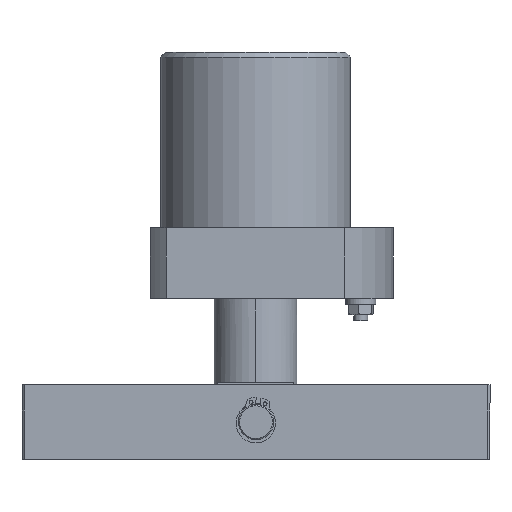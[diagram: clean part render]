
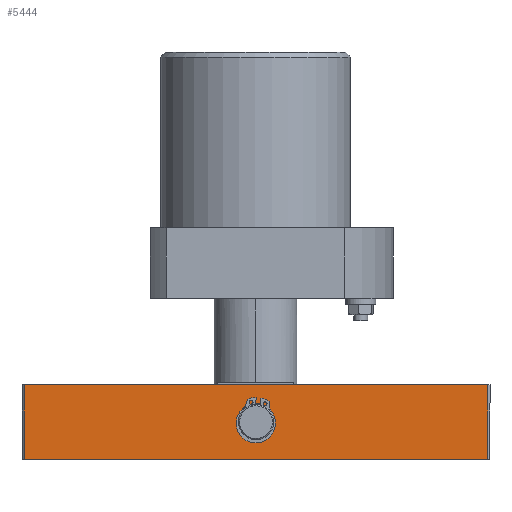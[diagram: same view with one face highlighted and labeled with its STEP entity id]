
A CAD part, front view. The second image highlights one B-rep face of the part: STEP entity #5444.
In plain terms, the highlighted face is planar.
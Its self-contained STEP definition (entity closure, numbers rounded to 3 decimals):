
#394 = CIRCLE ( 'NONE', #867, 8. ) ;
#415 = LINE ( 'NONE', #3489, #418 ) ;
#418 = VECTOR ( 'NONE', #3405, 1000. ) ;
#443 = CIRCLE ( 'NONE', #875, 8. ) ;
#469 = LINE ( 'NONE', #2234, #474 ) ;
#474 = VECTOR ( 'NONE', #2227, 1000. ) ;
#510 = LINE ( 'NONE', #2177, #512 ) ;
#512 = VECTOR ( 'NONE', #2182, 1000. ) ;
#520 = LINE ( 'NONE', #2163, #522 ) ;
#522 = VECTOR ( 'NONE', #2166, 1000. ) ;
#867 = AXIS2_PLACEMENT_3D ( 'NONE', #3397, #3393, #3394 ) ;
#875 = AXIS2_PLACEMENT_3D ( 'NONE', #2275, #2274, #2272 ) ;
#1096 = CARTESIAN_POINT ( 'NONE',  ( 99., 16., 16. ) ) ;
#1258 = AXIS2_PLACEMENT_3D ( 'NONE', #7770, #7778, #7991 ) ;
#2163 = CARTESIAN_POINT ( 'NONE',  ( -100., 16., 16. ) ) ;
#2166 = DIRECTION ( 'NONE',  ( 1., 0., 0. ) ) ;
#2177 = CARTESIAN_POINT ( 'NONE',  ( 99., 16., 16. ) ) ;
#2182 = DIRECTION ( 'NONE',  ( 0., 1., 0. ) ) ;
#2227 = DIRECTION ( 'NONE',  ( 0., -1., 0. ) ) ;
#2234 = CARTESIAN_POINT ( 'NONE',  ( -99., 16., 16. ) ) ;
#2272 = DIRECTION ( 'NONE',  ( -1., 0., 0. ) ) ;
#2274 = DIRECTION ( 'NONE',  ( 0., 0., -1. ) ) ;
#2275 = CARTESIAN_POINT ( 'NONE',  ( 0., 0., 16. ) ) ;
#2389 = CARTESIAN_POINT ( 'NONE',  ( 8., 0., 16. ) ) ;
#2445 = CARTESIAN_POINT ( 'NONE',  ( -99., -16., 16. ) ) ;
#2450 = CARTESIAN_POINT ( 'NONE',  ( -99., 16., 16. ) ) ;
#2894 = EDGE_CURVE ( 'NONE', #5235, #3838, #394, .T. ) ;
#2907 = EDGE_CURVE ( 'NONE', #3729, #5247, #415, .T. ) ;
#2924 = EDGE_CURVE ( 'NONE', #3838, #5235, #443, .T. ) ;
#2944 = EDGE_CURVE ( 'NONE', #3727, #3729, #469, .T. ) ;
#2978 = EDGE_CURVE ( 'NONE', #5247, #4146, #510, .T. ) ;
#2984 = EDGE_CURVE ( 'NONE', #3727, #4146, #520, .T. ) ;
#3239 = CARTESIAN_POINT ( 'NONE',  ( -8., 0., 16. ) ) ;
#3294 = CARTESIAN_POINT ( 'NONE',  ( 99., -16., 16. ) ) ;
#3393 = DIRECTION ( 'NONE',  ( 0., 0., -1. ) ) ;
#3394 = DIRECTION ( 'NONE',  ( -1., 0., 0. ) ) ;
#3397 = CARTESIAN_POINT ( 'NONE',  ( 0., 0., 16. ) ) ;
#3405 = DIRECTION ( 'NONE',  ( 1., 0., 0. ) ) ;
#3489 = CARTESIAN_POINT ( 'NONE',  ( -100., -16., 16. ) ) ;
#3678 = ORIENTED_EDGE ( 'NONE', *, *, #2894, .T. ) ;
#3684 = ORIENTED_EDGE ( 'NONE', *, *, #2978, .T. ) ;
#3685 = ORIENTED_EDGE ( 'NONE', *, *, #2907, .T. ) ;
#3697 = ORIENTED_EDGE ( 'NONE', *, *, #2924, .T. ) ;
#3727 = VERTEX_POINT ( 'NONE', #2450 ) ;
#3729 = VERTEX_POINT ( 'NONE', #2445 ) ;
#3838 = VERTEX_POINT ( 'NONE', #2389 ) ;
#4146 = VERTEX_POINT ( 'NONE', #1096 ) ;
#4801 = EDGE_LOOP ( 'NONE', ( #3697, #3678 ) ) ;
#4956 = FACE_BOUND ( 'NONE', #4801, .T. ) ;
#4965 = FACE_OUTER_BOUND ( 'NONE', #8041, .T. ) ;
#5202 = ORIENTED_EDGE ( 'NONE', *, *, #2984, .F. ) ;
#5203 = ORIENTED_EDGE ( 'NONE', *, *, #2944, .T. ) ;
#5235 = VERTEX_POINT ( 'NONE', #3239 ) ;
#5247 = VERTEX_POINT ( 'NONE', #3294 ) ;
#5444 = ADVANCED_FACE ( 'NONE', ( #4956, #4965 ), #7805, .F. ) ;
#7770 = CARTESIAN_POINT ( 'NONE',  ( -100., 16., 16. ) ) ;
#7778 = DIRECTION ( 'NONE',  ( 0., 0., -1. ) ) ;
#7805 = PLANE ( 'NONE',  #1258 ) ;
#7991 = DIRECTION ( 'NONE',  ( -1., 0., 0. ) ) ;
#8041 = EDGE_LOOP ( 'NONE', ( #3685, #3684, #5202, #5203 ) ) ;
